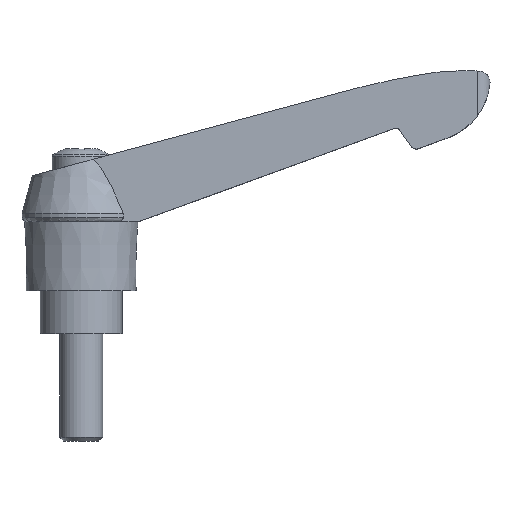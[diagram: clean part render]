
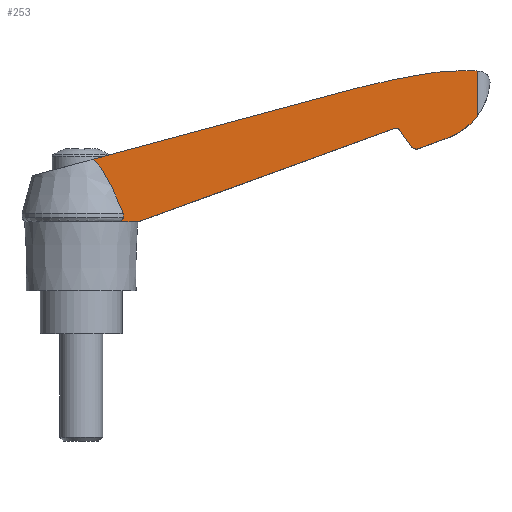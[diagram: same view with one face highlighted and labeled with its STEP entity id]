
A CAD part, top view. The second image highlights one B-rep face of the part: STEP entity #253.
In plain terms, the highlighted planar face has unit normal (0.037, 0, 0.999).
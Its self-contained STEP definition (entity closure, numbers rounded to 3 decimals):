
#253 = ADVANCED_FACE( '', ( #516 ), #517, .F. );
#516 = FACE_OUTER_BOUND( '', #780, .T. );
#517 = PLANE( '', #781 );
#780 = EDGE_LOOP( '', ( #1500, #1501, #1502, #1503, #1504, #1505, #1506, #1507, #1508, #1509, #1510, #1511, #1512, #1513, #1514 ) );
#781 = AXIS2_PLACEMENT_3D( '', #1515, #1516, #1517 );
#1500 = ORIENTED_EDGE( '', *, *, #1793, .F. );
#1501 = ORIENTED_EDGE( '', *, *, #1883, .T. );
#1502 = ORIENTED_EDGE( '', *, *, #1884, .F. );
#1503 = ORIENTED_EDGE( '', *, *, #1830, .F. );
#1504 = ORIENTED_EDGE( '', *, *, #1811, .T. );
#1505 = ORIENTED_EDGE( '', *, *, #1727, .F. );
#1506 = ORIENTED_EDGE( '', *, *, #1885, .F. );
#1507 = ORIENTED_EDGE( '', *, *, #1877, .F. );
#1508 = ORIENTED_EDGE( '', *, *, #1759, .F. );
#1509 = ORIENTED_EDGE( '', *, *, #1820, .F. );
#1510 = ORIENTED_EDGE( '', *, *, #1776, .F. );
#1511 = ORIENTED_EDGE( '', *, *, #1808, .F. );
#1512 = ORIENTED_EDGE( '', *, *, #1848, .F. );
#1513 = ORIENTED_EDGE( '', *, *, #1625, .F. );
#1514 = ORIENTED_EDGE( '', *, *, #1734, .F. );
#1515 = CARTESIAN_POINT( '', ( 0., 66., 10.001 ) );
#1516 = DIRECTION( '', ( -0.037, 0., -0.999 ) );
#1517 = DIRECTION( '', ( -0.999, 0., 0.037 ) );
#1625 = EDGE_CURVE( '', #1958, #1959, #1960, .T. );
#1727 = EDGE_CURVE( '', #2124, #2118, #2126, .T. );
#1734 = EDGE_CURVE( '', #2134, #1958, #2136, .T. );
#1759 = EDGE_CURVE( '', #2176, #2161, #2178, .T. );
#1776 = EDGE_CURVE( '', #2199, #2201, #2202, .T. );
#1793 = EDGE_CURVE( '', #2228, #2134, #2230, .T. );
#1808 = EDGE_CURVE( '', #2250, #2199, #2252, .T. );
#1811 = EDGE_CURVE( '', #2255, #2118, #2256, .T. );
#1820 = EDGE_CURVE( '', #2201, #2176, #2266, .T. );
#1830 = EDGE_CURVE( '', #2255, #2277, #2278, .T. );
#1848 = EDGE_CURVE( '', #1959, #2250, #2301, .T. );
#1877 = EDGE_CURVE( '', #2161, #2332, #2333, .T. );
#1883 = EDGE_CURVE( '', #2228, #1915, #2339, .T. );
#1884 = EDGE_CURVE( '', #2277, #1915, #2340, .T. );
#1885 = EDGE_CURVE( '', #2332, #2124, #2341, .T. );
#1915 = VERTEX_POINT( '', #2377 );
#1958 = VERTEX_POINT( '', #2440 );
#1959 = VERTEX_POINT( '', #2441 );
#1960 = LINE( '', #2442, #2443 );
#2118 = VERTEX_POINT( '', #2684 );
#2124 = VERTEX_POINT( '', #2692 );
#2126 = LINE( '', #2695, #2696 );
#2134 = VERTEX_POINT( '', #2721 );
#2136 = B_SPLINE_CURVE_WITH_KNOTS( '', 3, ( #2723, #2724, #2725, #2726, #2727, #2728, #2729, #2730, #2731, #2732, #2733, #2734 ), .UNSPECIFIED., .F., .F., ( 4, 2, 2, 2, 2, 4 ), ( 0., 0.004, 0.007, 0.011, 0.013, 0.015 ), .UNSPECIFIED. );
#2161 = VERTEX_POINT( '', #2774 );
#2176 = VERTEX_POINT( '', #2802 );
#2178 = ELLIPSE( '', #2821, 15.01, 15. );
#2199 = VERTEX_POINT( '', #2849 );
#2201 = VERTEX_POINT( '', #2852 );
#2202 = ELLIPSE( '', #2853, 53.036, 53. );
#2228 = VERTEX_POINT( '', #2888 );
#2230 = LINE( '', #2890, #2891 );
#2250 = VERTEX_POINT( '', #2916 );
#2252 = ELLIPSE( '', #2919, 50.034, 50. );
#2255 = VERTEX_POINT( '', #2925 );
#2256 = ELLIPSE( '', #2926, 1.001, 1. );
#2266 = LINE( '', #2957, #2958 );
#2277 = VERTEX_POINT( '', #2972 );
#2278 = LINE( '', #2973, #2974 );
#2301 = ELLIPSE( '', #3006, 198.134, 198. );
#2332 = VERTEX_POINT( '', #3055 );
#2333 = LINE( '', #3056, #3057 );
#2339 = B_SPLINE_CURVE_WITH_KNOTS( '', 3, ( #3065, #3066, #3067, #3068, #3069, #3070, #3071, #3072, #3073, #3074 ), .UNSPECIFIED., .F., .F., ( 4, 2, 2, 2, 4 ), ( 0., 0., 0.001, 0.001, 0.001 ), .UNSPECIFIED. );
#2340 = LINE( '', #3075, #3076 );
#2341 = ELLIPSE( '', #3077, 1.401, 1.4 );
#2377 = CARTESIAN_POINT( '', ( 8.937, 26., 9.672 ) );
#2440 = CARTESIAN_POINT( '', ( 2.857, 40.522, 9.896 ) );
#2441 = CARTESIAN_POINT( '', ( 64.3, 57.1, 7.631 ) );
#2442 = CARTESIAN_POINT( '', ( 64.09, 57.044, 7.639 ) );
#2443 = VECTOR( '', #3137, 1000. );
#2684 = CARTESIAN_POINT( '', ( 74.005, 47.306, 7.274 ) );
#2692 = CARTESIAN_POINT( '', ( 76.684, 43.48, 7.175 ) );
#2695 = CARTESIAN_POINT( '', ( 73.926, 47.418, 7.277 ) );
#2696 = VECTOR( '', #3290, 1000. );
#2721 = CARTESIAN_POINT( '', ( 9.805, 27.9, 9.64 ) );
#2723 = CARTESIAN_POINT( '', ( 9.805, 27.9, 9.64 ) );
#2724 = CARTESIAN_POINT( '', ( 9.358, 29.024, 9.656 ) );
#2725 = CARTESIAN_POINT( '', ( 8.897, 30.142, 9.673 ) );
#2726 = CARTESIAN_POINT( '', ( 7.932, 32.359, 9.709 ) );
#2727 = CARTESIAN_POINT( '', ( 7.427, 33.459, 9.727 ) );
#2728 = CARTESIAN_POINT( '', ( 6.346, 35.622, 9.767 ) );
#2729 = CARTESIAN_POINT( '', ( 5.77, 36.689, 9.789 ) );
#2730 = CARTESIAN_POINT( '', ( 4.799, 38.218, 9.824 ) );
#2731 = CARTESIAN_POINT( '', ( 4.457, 38.716, 9.837 ) );
#2732 = CARTESIAN_POINT( '', ( 3.71, 39.669, 9.865 ) );
#2733 = CARTESIAN_POINT( '', ( 3.309, 40.121, 9.879 ) );
#2734 = CARTESIAN_POINT( '', ( 2.857, 40.522, 9.896 ) );
#2774 = CARTESIAN_POINT( '', ( 85.5, 45.584, 6.85 ) );
#2802 = CARTESIAN_POINT( '', ( 92.014, 50.509, 6.61 ) );
#2821 = AXIS2_PLACEMENT_3D( '', #3324, #3325, #3326 );
#2849 = CARTESIAN_POINT( '', ( 86.8, 61., 6.802 ) );
#2852 = CARTESIAN_POINT( '', ( 92.014, 61.014, 6.61 ) );
#2853 = AXIS2_PLACEMENT_3D( '', #3344, #3345, #3346 );
#2888 = CARTESIAN_POINT( '', ( 9.805, 27.006, 9.64 ) );
#2890 = CARTESIAN_POINT( '', ( 9.805, 78.207, 9.64 ) );
#2891 = VECTOR( '', #3368, 1000. );
#2916 = CARTESIAN_POINT( '', ( 81., 60.5, 7.016 ) );
#2919 = AXIS2_PLACEMENT_3D( '', #3387, #3388, #3389 );
#2925 = CARTESIAN_POINT( '', ( 72.844, 47.672, 7.317 ) );
#2926 = AXIS2_PLACEMENT_3D( '', #3390, #3391, #3392 );
#2957 = CARTESIAN_POINT( '', ( 92.014, 66., 6.61 ) );
#2958 = VECTOR( '', #3397, 1000. );
#2972 = CARTESIAN_POINT( '', ( 13.3, 26., 9.511 ) );
#2973 = CARTESIAN_POINT( '', ( 13.162, 25.95, 9.516 ) );
#2974 = VECTOR( '', #3407, 1000. );
#3006 = AXIS2_PLACEMENT_3D( '', #3426, #3427, #3428 );
#3055 = CARTESIAN_POINT( '', ( 78.31, 42.967, 7.115 ) );
#3056 = CARTESIAN_POINT( '', ( 78.094, 42.889, 7.123 ) );
#3057 = VECTOR( '', #3449, 1000. );
#3065 = CARTESIAN_POINT( '', ( 9.805, 27.006, 9.64 ) );
#3066 = CARTESIAN_POINT( '', ( 9.784, 26.892, 9.641 ) );
#3067 = CARTESIAN_POINT( '', ( 9.745, 26.785, 9.642 ) );
#3068 = CARTESIAN_POINT( '', ( 9.637, 26.582, 9.646 ) );
#3069 = CARTESIAN_POINT( '', ( 9.569, 26.488, 9.649 ) );
#3070 = CARTESIAN_POINT( '', ( 9.414, 26.319, 9.654 ) );
#3071 = CARTESIAN_POINT( '', ( 9.326, 26.243, 9.658 ) );
#3072 = CARTESIAN_POINT( '', ( 9.14, 26.109, 9.664 ) );
#3073 = CARTESIAN_POINT( '', ( 9.041, 26.051, 9.668 ) );
#3074 = CARTESIAN_POINT( '', ( 8.937, 26., 9.672 ) );
#3075 = CARTESIAN_POINT( '', ( -0.138, 26., 10.006 ) );
#3076 = VECTOR( '', #3452, 1000. );
#3077 = AXIS2_PLACEMENT_3D( '', #3453, #3454, #3455 );
#3137 = DIRECTION( '', ( 0.965, 0.26, -0.036 ) );
#3290 = DIRECTION( '', ( -0.573, 0.819, 0.021 ) );
#3324 = CARTESIAN_POINT( '', ( 80.053, 59.56, 7.051 ) );
#3325 = DIRECTION( '', ( -0.037, 0., -0.999 ) );
#3326 = DIRECTION( '', ( 0.999, 0., -0.037 ) );
#3344 = CARTESIAN_POINT( '', ( 89.547, 8.071, 6.701 ) );
#3345 = DIRECTION( '', ( -0.037, 0., -0.999 ) );
#3346 = DIRECTION( '', ( 0.999, 0., -0.037 ) );
#3368 = DIRECTION( '', ( 0., 1., 0. ) );
#3387 = CARTESIAN_POINT( '', ( 88.187, 11.019, 6.751 ) );
#3388 = DIRECTION( '', ( -0.037, 0., -0.999 ) );
#3389 = DIRECTION( '', ( 0.999, 0., -0.037 ) );
#3390 = CARTESIAN_POINT( '', ( 73.186, 46.732, 7.304 ) );
#3391 = DIRECTION( '', ( -0.037, 0., -0.999 ) );
#3392 = DIRECTION( '', ( 0.999, 0., -0.037 ) );
#3397 = DIRECTION( '', ( 0., -1., 0. ) );
#3407 = DIRECTION( '', ( -0.939, -0.342, 0.035 ) );
#3426 = CARTESIAN_POINT( '', ( 112.109, -135.041, 5.869 ) );
#3427 = DIRECTION( '', ( -0.037, 0., -0.999 ) );
#3428 = DIRECTION( '', ( 0.999, 0., -0.037 ) );
#3449 = DIRECTION( '', ( -0.939, -0.342, 0.035 ) );
#3452 = DIRECTION( '', ( -0.999, 0., 0.037 ) );
#3453 = CARTESIAN_POINT( '', ( 77.831, 44.283, 7.133 ) );
#3454 = DIRECTION( '', ( -0.037, 0., -0.999 ) );
#3455 = DIRECTION( '', ( 0.999, 0., -0.037 ) );
